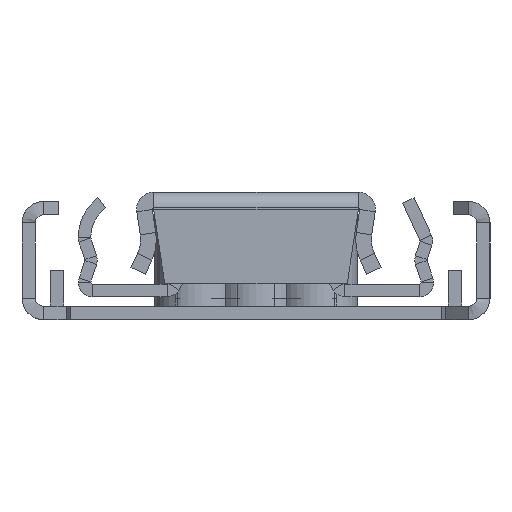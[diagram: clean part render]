
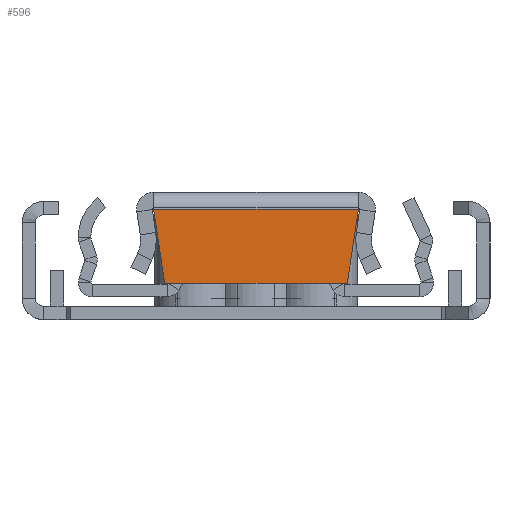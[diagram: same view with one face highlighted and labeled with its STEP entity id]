
A CAD part, left-side view. The second image highlights one B-rep face of the part: STEP entity #596.
In plain terms, the highlighted planar face has unit normal (-1, 0, 0).
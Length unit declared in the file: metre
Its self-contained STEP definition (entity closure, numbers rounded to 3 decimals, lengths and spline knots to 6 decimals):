
#596 = ADVANCED_FACE( '', ( #1588 ), #1589, .F. );
#1588 = FACE_OUTER_BOUND( '', #2753, .T. );
#1589 = PLANE( '', #2754 );
#2753 = EDGE_LOOP( '', ( #6253, #6254, #6255, #6256 ) );
#2754 = AXIS2_PLACEMENT_3D( '', #6257, #6258, #6259 );
#6253 = ORIENTED_EDGE( '', *, *, #7506, .T. );
#6254 = ORIENTED_EDGE( '', *, *, #7499, .T. );
#6255 = ORIENTED_EDGE( '', *, *, #7496, .T. );
#6256 = ORIENTED_EDGE( '', *, *, #7502, .T. );
#6257 = CARTESIAN_POINT( '', ( -0.001524, 0., 0.00442 ) );
#6258 = DIRECTION( '', ( 1., 0., 0. ) );
#6259 = DIRECTION( '', ( 0., 1., 0. ) );
#7496 = EDGE_CURVE( '', #9310, #9307, #9311, .T. );
#7499 = EDGE_CURVE( '', #9315, #9310, #9316, .T. );
#7502 = EDGE_CURVE( '', #9307, #9320, #9321, .T. );
#7506 = EDGE_CURVE( '', #9320, #9315, #9326, .F. );
#9307 = VERTEX_POINT( '', #12155 );
#9310 = VERTEX_POINT( '', #12159 );
#9311 = LINE( '', #12160, #12161 );
#9315 = VERTEX_POINT( '', #12167 );
#9316 = LINE( '', #12168, #12169 );
#9320 = VERTEX_POINT( '', #12175 );
#9321 = LINE( '', #12176, #12177 );
#9326 = LINE( '', #12185, #12186 );
#12155 = CARTESIAN_POINT( '', ( -0.001524, 0.008879, 0.008839 ) );
#12159 = CARTESIAN_POINT( '', ( -0.001524, -0.008879, 0.008839 ) );
#12160 = CARTESIAN_POINT( '', ( -0.001524, 0., 0.008839 ) );
#12161 = VECTOR( '', #13892, 1. );
#12167 = CARTESIAN_POINT( '', ( -0.001524, -0.009957, 0.001651 ) );
#12168 = CARTESIAN_POINT( '', ( -0.001524, -0.009542, 0.00442 ) );
#12169 = VECTOR( '', #13895, 1. );
#12175 = CARTESIAN_POINT( '', ( -0.001524, 0.009957, 0.001651 ) );
#12176 = CARTESIAN_POINT( '', ( -0.001524, 0.009542, 0.00442 ) );
#12177 = VECTOR( '', #13898, 1. );
#12185 = CARTESIAN_POINT( '', ( -0.001524, 0., 0.001651 ) );
#12186 = VECTOR( '', #13902, 1. );
#13892 = DIRECTION( '', ( 0., 1., 0. ) );
#13895 = DIRECTION( '', ( 0., 0.148, 0.989 ) );
#13898 = DIRECTION( '', ( 0., 0.148, -0.989 ) );
#13902 = DIRECTION( '', ( 0., 1., 0. ) );
